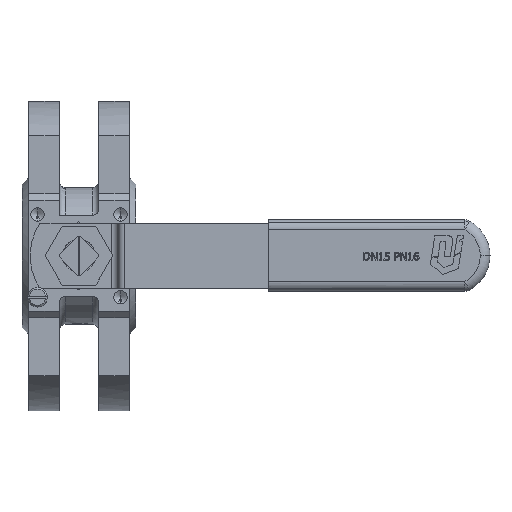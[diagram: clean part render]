
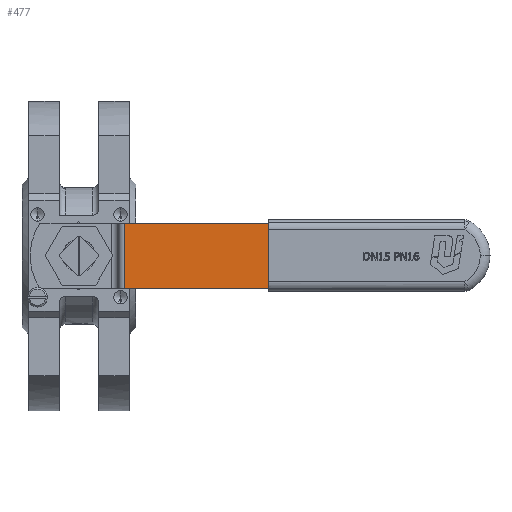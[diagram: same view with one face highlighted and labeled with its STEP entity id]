
A CAD part, top view. The second image highlights one B-rep face of the part: STEP entity #477.
In plain terms, the highlighted planar face has unit normal (0, 0, 1).
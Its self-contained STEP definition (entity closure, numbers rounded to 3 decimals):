
#75=CARTESIAN_POINT('',(119.25,10.,64.2));
#76=VERTEX_POINT('',#75);
#83=CARTESIAN_POINT('',(119.25,-10.,64.2));
#84=VERTEX_POINT('',#83);
#85=CARTESIAN_POINT('',(95.25,-0.,64.2));
#86=DIRECTION('',(0.,-0.,1.));
#87=DIRECTION('',(0.923,-0.385,-0.));
#88=AXIS2_PLACEMENT_3D('',#85,#86,#87);
#89=CIRCLE('',#88,26.);
#90=EDGE_CURVE('',#84,#76,#89,.T.);
#306=CARTESIAN_POINT('',(14.25,10.,64.2));
#307=VERTEX_POINT('',#306);
#315=CARTESIAN_POINT('',(14.25,10.,64.2));
#316=DIRECTION('',(1.,0.,-0.));
#317=VECTOR('',#316,105.);
#318=LINE('',#315,#317);
#319=EDGE_CURVE('',#307,#76,#318,.T.);
#442=CARTESIAN_POINT('',(14.25,-10.,64.2));
#443=VERTEX_POINT('',#442);
#451=CARTESIAN_POINT('',(14.25,10.,64.2));
#452=DIRECTION('',(0.,-1.,-0.));
#453=VECTOR('',#452,20.);
#454=LINE('',#451,#453);
#455=EDGE_CURVE('',#307,#443,#454,.T.);
#461=CARTESIAN_POINT('',(119.25,-0.,64.2));
#462=DIRECTION('',(0.,-0.,1.));
#463=DIRECTION('',(-1.,-0.,0.));
#464=AXIS2_PLACEMENT_3D('',#461,#462,#463);
#465=PLANE('',#464);
#466=ORIENTED_EDGE('',*,*,#455,.T.);
#467=CARTESIAN_POINT('',(119.25,-10.,64.2));
#468=DIRECTION('',(-1.,-0.,0.));
#469=VECTOR('',#468,105.);
#470=LINE('',#467,#469);
#471=EDGE_CURVE('',#84,#443,#470,.T.);
#472=ORIENTED_EDGE('',*,*,#471,.F.);
#473=ORIENTED_EDGE('',*,*,#90,.T.);
#474=ORIENTED_EDGE('',*,*,#319,.F.);
#475=EDGE_LOOP('',(#466,#472,#473,#474));
#476=FACE_BOUND('',#475,.T.);
#477=ADVANCED_FACE('',(#476),#465,.T.);
